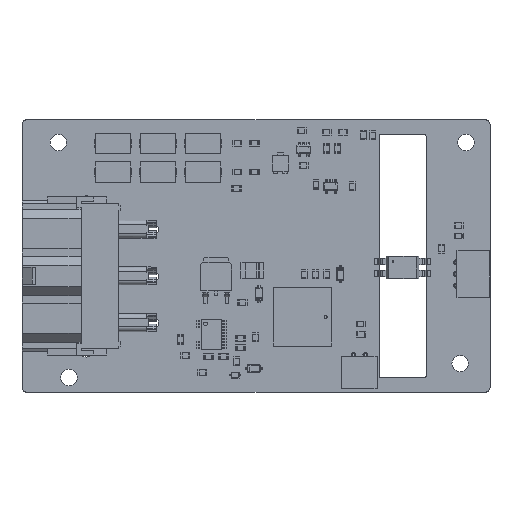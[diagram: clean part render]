
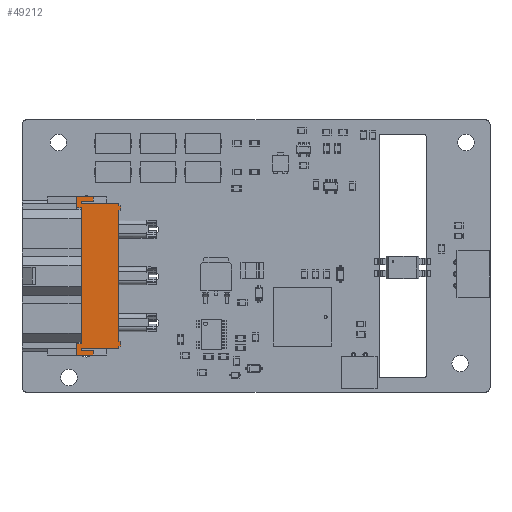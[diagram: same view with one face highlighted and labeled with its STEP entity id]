
A CAD part, top view. The second image highlights one B-rep face of the part: STEP entity #49212.
In plain terms, the highlighted face is planar.
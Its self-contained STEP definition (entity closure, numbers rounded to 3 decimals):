
#41145 = EDGE_CURVE('',#41146,#41148,#41150,.T.);
#41146 = VERTEX_POINT('',#41147);
#41147 = CARTESIAN_POINT('',(14.,4.7,-10.3));
#41148 = VERTEX_POINT('',#41149);
#41149 = CARTESIAN_POINT('',(-14.,4.7,-10.3));
#41150 = LINE('',#41151,#41152);
#41151 = CARTESIAN_POINT('',(14.,4.7,-10.3));
#41152 = VECTOR('',#41153,1.);
#41153 = DIRECTION('',(-1.,0.,0.));
#41502 = VERTEX_POINT('',#41503);
#41503 = CARTESIAN_POINT('',(-15.45,4.7,-10.3));
#41509 = EDGE_CURVE('',#41510,#41502,#41512,.T.);
#41510 = VERTEX_POINT('',#41511);
#41511 = CARTESIAN_POINT('',(-15.,4.7,-10.3));
#41512 = LINE('',#41513,#41514);
#41513 = CARTESIAN_POINT('',(-15.,4.7,-10.3));
#41514 = VECTOR('',#41515,1.);
#41515 = DIRECTION('',(-1.,0.,0.));
#41531 = EDGE_CURVE('',#41532,#41534,#41536,.T.);
#41532 = VERTEX_POINT('',#41533);
#41533 = CARTESIAN_POINT('',(15.45,4.7,-10.3));
#41534 = VERTEX_POINT('',#41535);
#41535 = CARTESIAN_POINT('',(15.,4.7,-10.3));
#41536 = LINE('',#41537,#41538);
#41537 = CARTESIAN_POINT('',(15.45,4.7,-10.3));
#41538 = VECTOR('',#41539,1.);
#41539 = DIRECTION('',(-1.,0.,0.));
#49194 = VERTEX_POINT('',#49195);
#49195 = CARTESIAN_POINT('',(-14.,4.7,-10.7));
#49201 = EDGE_CURVE('',#41148,#49194,#49202,.T.);
#49202 = LINE('',#49203,#49204);
#49203 = CARTESIAN_POINT('',(-14.,4.7,-10.3));
#49204 = VECTOR('',#49205,1.);
#49205 = DIRECTION('',(0.,0.,-1.));
#49212 = ADVANCED_FACE('',(#49213),#49373,.T.);
#49213 = FACE_BOUND('',#49214,.T.);
#49214 = EDGE_LOOP('',(#49215,#49225,#49233,#49241,#49247,#49248,#49256,
    #49264,#49270,#49271,#49272,#49280,#49286,#49287,#49295,#49303,
    #49311,#49319,#49327,#49335,#49343,#49351,#49359,#49367));
#49215 = ORIENTED_EDGE('',*,*,#49216,.F.);
#49216 = EDGE_CURVE('',#49217,#49219,#49221,.T.);
#49217 = VERTEX_POINT('',#49218);
#49218 = CARTESIAN_POINT('',(15.95,4.7,-4.9));
#49219 = VERTEX_POINT('',#49220);
#49220 = CARTESIAN_POINT('',(16.91,4.7,-4.9));
#49221 = LINE('',#49222,#49223);
#49222 = CARTESIAN_POINT('',(15.95,4.7,-4.9));
#49223 = VECTOR('',#49224,1.);
#49224 = DIRECTION('',(1.,0.,0.));
#49225 = ORIENTED_EDGE('',*,*,#49226,.F.);
#49226 = EDGE_CURVE('',#49227,#49217,#49229,.T.);
#49227 = VERTEX_POINT('',#49228);
#49228 = CARTESIAN_POINT('',(15.95,4.7,-2.3));
#49229 = LINE('',#49230,#49231);
#49230 = CARTESIAN_POINT('',(15.95,4.7,-2.3));
#49231 = VECTOR('',#49232,1.);
#49232 = DIRECTION('',(0.,0.,-1.));
#49233 = ORIENTED_EDGE('',*,*,#49234,.T.);
#49234 = EDGE_CURVE('',#49227,#49235,#49237,.T.);
#49235 = VERTEX_POINT('',#49236);
#49236 = CARTESIAN_POINT('',(15.45,4.7,-2.3));
#49237 = LINE('',#49238,#49239);
#49238 = CARTESIAN_POINT('',(15.95,4.7,-2.3));
#49239 = VECTOR('',#49240,1.);
#49240 = DIRECTION('',(-1.,0.,0.));
#49241 = ORIENTED_EDGE('',*,*,#49242,.T.);
#49242 = EDGE_CURVE('',#49235,#41532,#49243,.T.);
#49243 = LINE('',#49244,#49245);
#49244 = CARTESIAN_POINT('',(15.45,4.7,-2.3));
#49245 = VECTOR('',#49246,1.);
#49246 = DIRECTION('',(0.,0.,-1.));
#49247 = ORIENTED_EDGE('',*,*,#41531,.T.);
#49248 = ORIENTED_EDGE('',*,*,#49249,.T.);
#49249 = EDGE_CURVE('',#41534,#49250,#49252,.T.);
#49250 = VERTEX_POINT('',#49251);
#49251 = CARTESIAN_POINT('',(15.,4.7,-10.7));
#49252 = LINE('',#49253,#49254);
#49253 = CARTESIAN_POINT('',(15.,4.7,-10.3));
#49254 = VECTOR('',#49255,1.);
#49255 = DIRECTION('',(0.,0.,-1.));
#49256 = ORIENTED_EDGE('',*,*,#49257,.F.);
#49257 = EDGE_CURVE('',#49258,#49250,#49260,.T.);
#49258 = VERTEX_POINT('',#49259);
#49259 = CARTESIAN_POINT('',(14.,4.7,-10.7));
#49260 = LINE('',#49261,#49262);
#49261 = CARTESIAN_POINT('',(14.,4.7,-10.7));
#49262 = VECTOR('',#49263,1.);
#49263 = DIRECTION('',(1.,0.,0.));
#49264 = ORIENTED_EDGE('',*,*,#49265,.F.);
#49265 = EDGE_CURVE('',#41146,#49258,#49266,.T.);
#49266 = LINE('',#49267,#49268);
#49267 = CARTESIAN_POINT('',(14.,4.7,-10.3));
#49268 = VECTOR('',#49269,1.);
#49269 = DIRECTION('',(0.,0.,-1.));
#49270 = ORIENTED_EDGE('',*,*,#41145,.T.);
#49271 = ORIENTED_EDGE('',*,*,#49201,.T.);
#49272 = ORIENTED_EDGE('',*,*,#49273,.F.);
#49273 = EDGE_CURVE('',#49274,#49194,#49276,.T.);
#49274 = VERTEX_POINT('',#49275);
#49275 = CARTESIAN_POINT('',(-15.,4.7,-10.7));
#49276 = LINE('',#49277,#49278);
#49277 = CARTESIAN_POINT('',(-15.,4.7,-10.7));
#49278 = VECTOR('',#49279,1.);
#49279 = DIRECTION('',(1.,0.,0.));
#49280 = ORIENTED_EDGE('',*,*,#49281,.F.);
#49281 = EDGE_CURVE('',#41510,#49274,#49282,.T.);
#49282 = LINE('',#49283,#49284);
#49283 = CARTESIAN_POINT('',(-15.,4.7,-10.3));
#49284 = VECTOR('',#49285,1.);
#49285 = DIRECTION('',(0.,0.,-1.));
#49286 = ORIENTED_EDGE('',*,*,#41509,.T.);
#49287 = ORIENTED_EDGE('',*,*,#49288,.T.);
#49288 = EDGE_CURVE('',#41502,#49289,#49291,.T.);
#49289 = VERTEX_POINT('',#49290);
#49290 = CARTESIAN_POINT('',(-15.45,4.7,-2.3));
#49291 = LINE('',#49292,#49293);
#49292 = CARTESIAN_POINT('',(-15.45,4.7,-10.3));
#49293 = VECTOR('',#49294,1.);
#49294 = DIRECTION('',(0.,0.,1.));
#49295 = ORIENTED_EDGE('',*,*,#49296,.T.);
#49296 = EDGE_CURVE('',#49289,#49297,#49299,.T.);
#49297 = VERTEX_POINT('',#49298);
#49298 = CARTESIAN_POINT('',(-15.95,4.7,-2.3));
#49299 = LINE('',#49300,#49301);
#49300 = CARTESIAN_POINT('',(-15.45,4.7,-2.3));
#49301 = VECTOR('',#49302,1.);
#49302 = DIRECTION('',(-1.,0.,0.));
#49303 = ORIENTED_EDGE('',*,*,#49304,.F.);
#49304 = EDGE_CURVE('',#49305,#49297,#49307,.T.);
#49305 = VERTEX_POINT('',#49306);
#49306 = CARTESIAN_POINT('',(-15.95,4.7,-4.9));
#49307 = LINE('',#49308,#49309);
#49308 = CARTESIAN_POINT('',(-15.95,4.7,-4.9));
#49309 = VECTOR('',#49310,1.);
#49310 = DIRECTION('',(0.,0.,1.));
#49311 = ORIENTED_EDGE('',*,*,#49312,.T.);
#49312 = EDGE_CURVE('',#49305,#49313,#49315,.T.);
#49313 = VERTEX_POINT('',#49314);
#49314 = CARTESIAN_POINT('',(-16.91,4.7,-4.9));
#49315 = LINE('',#49316,#49317);
#49316 = CARTESIAN_POINT('',(-15.95,4.7,-4.9));
#49317 = VECTOR('',#49318,1.);
#49318 = DIRECTION('',(-1.,0.,0.));
#49319 = ORIENTED_EDGE('',*,*,#49320,.T.);
#49320 = EDGE_CURVE('',#49313,#49321,#49323,.T.);
#49321 = VERTEX_POINT('',#49322);
#49322 = CARTESIAN_POINT('',(-16.91,4.7,-1.3));
#49323 = LINE('',#49324,#49325);
#49324 = CARTESIAN_POINT('',(-16.91,4.7,-4.9));
#49325 = VECTOR('',#49326,1.);
#49326 = DIRECTION('',(0.,0.,1.));
#49327 = ORIENTED_EDGE('',*,*,#49328,.F.);
#49328 = EDGE_CURVE('',#49329,#49321,#49331,.T.);
#49329 = VERTEX_POINT('',#49330);
#49330 = CARTESIAN_POINT('',(-14.55,4.7,-1.3));
#49331 = LINE('',#49332,#49333);
#49332 = CARTESIAN_POINT('',(-14.55,4.7,-1.3));
#49333 = VECTOR('',#49334,1.);
#49334 = DIRECTION('',(-1.,0.,0.));
#49335 = ORIENTED_EDGE('',*,*,#49336,.F.);
#49336 = EDGE_CURVE('',#49337,#49329,#49339,.T.);
#49337 = VERTEX_POINT('',#49338);
#49338 = CARTESIAN_POINT('',(-14.55,4.7,-2.3));
#49339 = LINE('',#49340,#49341);
#49340 = CARTESIAN_POINT('',(-14.55,4.7,-2.3));
#49341 = VECTOR('',#49342,1.);
#49342 = DIRECTION('',(0.,0.,1.));
#49343 = ORIENTED_EDGE('',*,*,#49344,.T.);
#49344 = EDGE_CURVE('',#49337,#49345,#49347,.T.);
#49345 = VERTEX_POINT('',#49346);
#49346 = CARTESIAN_POINT('',(14.55,4.7,-2.3));
#49347 = LINE('',#49348,#49349);
#49348 = CARTESIAN_POINT('',(-14.55,4.7,-2.3));
#49349 = VECTOR('',#49350,1.);
#49350 = DIRECTION('',(1.,0.,0.));
#49351 = ORIENTED_EDGE('',*,*,#49352,.T.);
#49352 = EDGE_CURVE('',#49345,#49353,#49355,.T.);
#49353 = VERTEX_POINT('',#49354);
#49354 = CARTESIAN_POINT('',(14.55,4.7,-1.3));
#49355 = LINE('',#49356,#49357);
#49356 = CARTESIAN_POINT('',(14.55,4.7,-2.3));
#49357 = VECTOR('',#49358,1.);
#49358 = DIRECTION('',(0.,0.,1.));
#49359 = ORIENTED_EDGE('',*,*,#49360,.F.);
#49360 = EDGE_CURVE('',#49361,#49353,#49363,.T.);
#49361 = VERTEX_POINT('',#49362);
#49362 = CARTESIAN_POINT('',(16.91,4.7,-1.3));
#49363 = LINE('',#49364,#49365);
#49364 = CARTESIAN_POINT('',(16.91,4.7,-1.3));
#49365 = VECTOR('',#49366,1.);
#49366 = DIRECTION('',(-1.,0.,0.));
#49367 = ORIENTED_EDGE('',*,*,#49368,.T.);
#49368 = EDGE_CURVE('',#49361,#49219,#49369,.T.);
#49369 = LINE('',#49370,#49371);
#49370 = CARTESIAN_POINT('',(16.91,4.7,-1.3));
#49371 = VECTOR('',#49372,1.);
#49372 = DIRECTION('',(0.,0.,-1.));
#49373 = PLANE('',#49374);
#49374 = AXIS2_PLACEMENT_3D('',#49375,#49376,#49377);
#49375 = CARTESIAN_POINT('',(15.45,4.7,-10.3));
#49376 = DIRECTION('',(-0.,1.,0.));
#49377 = DIRECTION('',(1.,0.,0.));
